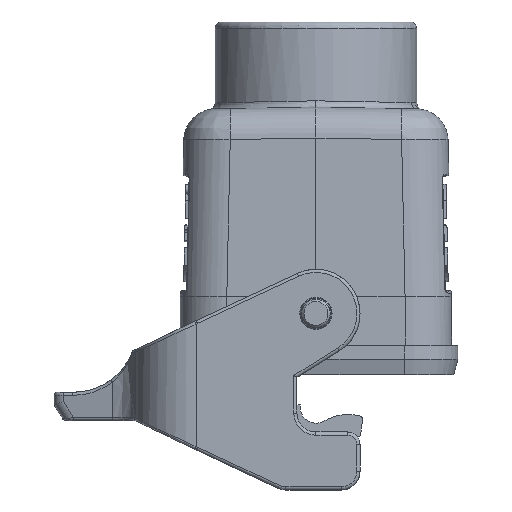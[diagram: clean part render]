
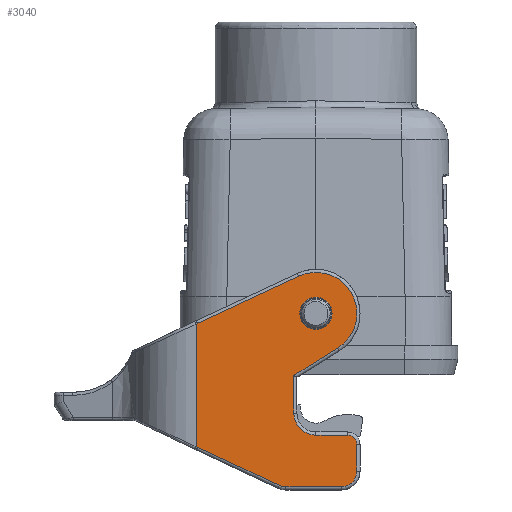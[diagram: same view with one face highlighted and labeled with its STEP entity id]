
A CAD part, left-side view. The second image highlights one B-rep face of the part: STEP entity #3040.
In plain terms, the highlighted planar face has unit normal (-1, 0, 0).
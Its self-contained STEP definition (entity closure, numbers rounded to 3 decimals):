
#2288=FACE_BOUND('',#4366,.T.);
#2289=FACE_BOUND('',#4367,.T.);
#2648=PLANE('',#16480);
#3040=ADVANCED_FACE('',(#2288,#2289),#2648,.T.);
#4366=EDGE_LOOP('',(#5525,#5526,#5527,#5528,#5529,#5530,#5531,#5532,#5533,
#5534,#5535,#5536,#5537,#5538,#5539));
#4367=EDGE_LOOP('',(#5540));
#5525=ORIENTED_EDGE('',*,*,#9357,.T.);
#5526=ORIENTED_EDGE('',*,*,#9358,.T.);
#5527=ORIENTED_EDGE('',*,*,#9359,.T.);
#5528=ORIENTED_EDGE('',*,*,#9356,.T.);
#5529=ORIENTED_EDGE('',*,*,#9327,.T.);
#5530=ORIENTED_EDGE('',*,*,#9329,.T.);
#5531=ORIENTED_EDGE('',*,*,#9331,.T.);
#5532=ORIENTED_EDGE('',*,*,#9333,.T.);
#5533=ORIENTED_EDGE('',*,*,#9335,.T.);
#5534=ORIENTED_EDGE('',*,*,#9337,.T.);
#5535=ORIENTED_EDGE('',*,*,#9339,.T.);
#5536=ORIENTED_EDGE('',*,*,#9341,.T.);
#5537=ORIENTED_EDGE('',*,*,#9343,.T.);
#5538=ORIENTED_EDGE('',*,*,#9345,.T.);
#5539=ORIENTED_EDGE('',*,*,#9284,.T.);
#5540=ORIENTED_EDGE('',*,*,#9285,.T.);
#8138=VERTEX_POINT('',#22214);
#8216=VERTEX_POINT('',#23650);
#8217=VERTEX_POINT('',#23668);
#8246=VERTEX_POINT('',#23760);
#8247=VERTEX_POINT('',#23762);
#8248=VERTEX_POINT('',#23766);
#8249=VERTEX_POINT('',#23794);
#8250=VERTEX_POINT('',#23798);
#8251=VERTEX_POINT('',#23826);
#8252=VERTEX_POINT('',#23830);
#8253=VERTEX_POINT('',#23863);
#8254=VERTEX_POINT('',#23867);
#8255=VERTEX_POINT('',#23871);
#8260=VERTEX_POINT('',#23947);
#8261=VERTEX_POINT('',#23975);
#8262=VERTEX_POINT('',#23980);
#9284=EDGE_CURVE('',#8216,#8138,#10997,.T.);
#9285=EDGE_CURVE('',#8217,#8217,#11391,.T.);
#9327=EDGE_CURVE('',#8246,#8247,#13100,.T.);
#9329=EDGE_CURVE('',#8247,#8248,#11407,.T.);
#9331=EDGE_CURVE('',#8248,#8249,#13101,.T.);
#9333=EDGE_CURVE('',#8249,#8250,#11410,.T.);
#9335=EDGE_CURVE('',#8250,#8251,#13102,.T.);
#9337=EDGE_CURVE('',#8251,#8252,#11413,.T.);
#9339=EDGE_CURVE('',#8252,#8253,#13103,.T.);
#9341=EDGE_CURVE('',#8253,#8254,#13104,.T.);
#9343=EDGE_CURVE('',#8254,#8255,#11416,.T.);
#9345=EDGE_CURVE('',#8255,#8216,#13106,.T.);
#9356=EDGE_CURVE('',#8260,#8246,#11422,.T.);
#9357=EDGE_CURVE('',#8138,#8261,#13111,.T.);
#9358=EDGE_CURVE('',#8261,#8262,#11002,.T.);
#9359=EDGE_CURVE('',#8262,#8260,#13112,.T.);
#10997=B_SPLINE_CURVE_WITH_KNOTS('',3,(#23651,#23652,#23653,#23654),
 .UNSPECIFIED.,.F.,.F.,(4,4),(0.,1.),.UNSPECIFIED.);
#11002=B_SPLINE_CURVE_WITH_KNOTS('',3,(#23976,#23977,#23978,#23979),
 .UNSPECIFIED.,.F.,.F.,(4,4),(0.,1.),.UNSPECIFIED.);
#11391=CIRCLE('',#16427,2.55);
#11407=CIRCLE('',#16455,2.5);
#11410=CIRCLE('',#16459,1.5);
#11413=CIRCLE('',#16463,3.5);
#11416=CIRCLE('',#16468,6.5);
#11422=CIRCLE('',#16479,2.5);
#13100=LINE('',#23763,#14101);
#13101=LINE('',#23795,#14102);
#13102=LINE('',#23827,#14103);
#13103=LINE('',#23864,#14104);
#13104=LINE('',#23868,#14105);
#13106=LINE('',#23899,#14107);
#13111=LINE('',#23974,#14112);
#13112=LINE('',#23981,#14113);
#14101=VECTOR('',#17855,1.);
#14102=VECTOR('',#17864,1.);
#14103=VECTOR('',#17873,1.);
#14104=VECTOR('',#17880,1.);
#14105=VECTOR('',#17885,1.);
#14107=VECTOR('',#17893,1.);
#14112=VECTOR('',#17920,1.);
#14113=VECTOR('',#17921,1.);
#16427=AXIS2_PLACEMENT_3D('',#23667,#17778,#17779);
#16455=AXIS2_PLACEMENT_3D('',#23767,#17860,#17861);
#16459=AXIS2_PLACEMENT_3D('',#23799,#17869,#17870);
#16463=AXIS2_PLACEMENT_3D('',#23831,#17878,#17879);
#16468=AXIS2_PLACEMENT_3D('',#23872,#17890,#17891);
#16479=AXIS2_PLACEMENT_3D('',#23948,#17918,#17919);
#16480=AXIS2_PLACEMENT_3D('',#23982,#17922,#17923);
#17778=DIRECTION('',(1.,0.,0.));
#17779=DIRECTION('',(0.,-1.,0.));
#17855=DIRECTION('',(0.,-1.,0.));
#17860=DIRECTION('',(-1.,0.,0.));
#17861=DIRECTION('',(0.,0.,-1.));
#17864=DIRECTION('',(0.,0.,1.));
#17869=DIRECTION('',(-1.,0.,0.));
#17870=DIRECTION('',(0.,-1.,0.));
#17873=DIRECTION('',(0.,1.,0.));
#17878=DIRECTION('',(1.,0.,0.));
#17879=DIRECTION('',(0.,0.,-1.));
#17880=DIRECTION('',(0.,0.,1.));
#17885=DIRECTION('',(0.,-0.848,0.53));
#17890=DIRECTION('',(-1.,0.,0.));
#17891=DIRECTION('',(0.,-0.53,-0.848));
#17893=DIRECTION('',(0.,0.906,-0.423));
#17918=DIRECTION('',(-1.,0.,0.));
#17919=DIRECTION('',(0.,0.423,-0.906));
#17920=DIRECTION('',(0.,0.,-1.));
#17921=DIRECTION('',(0.,-0.906,-0.423));
#17922=DIRECTION('',(-1.,0.,0.));
#17923=DIRECTION('',(0.,-1.,0.));
#22214=CARTESIAN_POINT('',(-36.,19.,-3.544));
#23650=CARTESIAN_POINT('',(-36.,18.789,-3.439));
#23651=CARTESIAN_POINT('',(-36.,18.781,-3.436));
#23652=CARTESIAN_POINT('',(-36.,18.854,-3.471));
#23653=CARTESIAN_POINT('',(-36.,18.927,-3.507));
#23654=CARTESIAN_POINT('',(-36.,19.,-3.542));
#23667=CARTESIAN_POINT('',(-36.,0.,-1.85));
#23668=CARTESIAN_POINT('',(-36.,-2.55,-1.85));
#23760=CARTESIAN_POINT('',(-36.,4.745,-29.35));
#23762=CARTESIAN_POINT('',(-36.,-4.,-29.35));
#23763=CARTESIAN_POINT('',(-36.,4.745,-29.35));
#23766=CARTESIAN_POINT('',(-36.,-6.5,-26.85));
#23767=CARTESIAN_POINT('',(-36.,-4.,-26.85));
#23794=CARTESIAN_POINT('',(-36.,-6.5,-22.65));
#23795=CARTESIAN_POINT('',(-36.,-6.5,-26.85));
#23798=CARTESIAN_POINT('',(-36.,-5.,-21.15));
#23799=CARTESIAN_POINT('',(-36.,-5.,-22.65));
#23826=CARTESIAN_POINT('',(-36.,0.,-21.15));
#23827=CARTESIAN_POINT('',(-36.,-5.,-21.15));
#23830=CARTESIAN_POINT('',(-36.,3.5,-17.65));
#23831=CARTESIAN_POINT('',(-36.,0.,-17.65));
#23863=CARTESIAN_POINT('',(-36.,3.5,-11.702));
#23864=CARTESIAN_POINT('',(-36.,3.5,-17.65));
#23867=CARTESIAN_POINT('',(-36.,-3.444,-7.362));
#23868=CARTESIAN_POINT('',(-36.,3.5,-11.702));
#23871=CARTESIAN_POINT('',(-36.,2.747,4.041));
#23872=CARTESIAN_POINT('',(-36.,0.,-1.85));
#23899=CARTESIAN_POINT('',(-36.,2.747,4.041));
#23947=CARTESIAN_POINT('',(-36.,5.802,-29.116));
#23948=CARTESIAN_POINT('',(-36.,4.745,-26.85));
#23974=CARTESIAN_POINT('',(-36.,19.,-3.542));
#23975=CARTESIAN_POINT('',(-36.,19.,-22.955));
#23976=CARTESIAN_POINT('',(-36.,19.,-22.957));
#23977=CARTESIAN_POINT('',(-36.,18.927,-22.992));
#23978=CARTESIAN_POINT('',(-36.,18.854,-23.028));
#23979=CARTESIAN_POINT('',(-36.,18.781,-23.064));
#23980=CARTESIAN_POINT('',(-36.,18.781,-23.064));
#23981=CARTESIAN_POINT('',(-36.,18.789,-23.06));
#23982=CARTESIAN_POINT('',(-36.,20.,-30.725));
